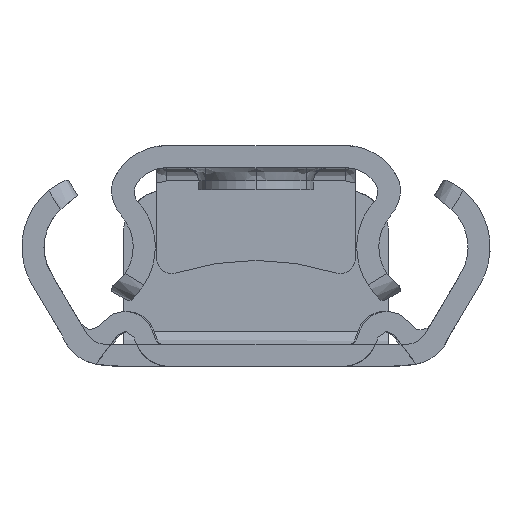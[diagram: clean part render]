
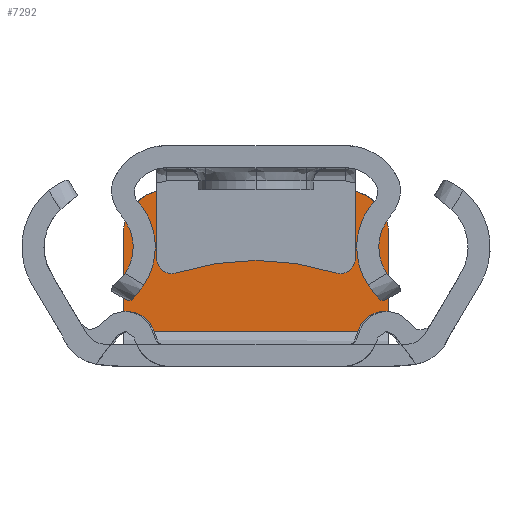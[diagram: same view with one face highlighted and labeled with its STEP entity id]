
A CAD part, left-side view. The second image highlights one B-rep face of the part: STEP entity #7292.
In plain terms, the highlighted planar face has unit normal (-1, 0, 0).
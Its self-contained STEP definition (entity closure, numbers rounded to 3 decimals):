
#122 = ORIENTED_EDGE ( 'NONE', *, *, #7049, .F. ) ;
#340 = ORIENTED_EDGE ( 'NONE', *, *, #2522, .T. ) ;
#425 = CARTESIAN_POINT ( 'NONE',  ( 214.5, 0., 0. ) ) ;
#444 = ORIENTED_EDGE ( 'NONE', *, *, #4733, .F. ) ;
#540 = AXIS2_PLACEMENT_3D ( 'NONE', #3533, #5934, #7994 ) ;
#567 = VERTEX_POINT ( 'NONE', #3142 ) ;
#582 = VERTEX_POINT ( 'NONE', #1699 ) ;
#818 = CARTESIAN_POINT ( 'NONE',  ( 214.5, -3., 0. ) ) ;
#865 = CARTESIAN_POINT ( 'NONE',  ( 214.5, 2., 4. ) ) ;
#965 = AXIS2_PLACEMENT_3D ( 'NONE', #3245, #6893, #2480 ) ;
#1051 = CARTESIAN_POINT ( 'NONE',  ( 214.5, 3., 3.132 ) ) ;
#1242 = PLANE ( 'NONE',  #5882 ) ;
#1354 = CARTESIAN_POINT ( 'NONE',  ( 214.5, 0., 4. ) ) ;
#1494 = DIRECTION ( 'NONE',  ( 0., -0.259, -0.966 ) ) ;
#1699 = CARTESIAN_POINT ( 'NONE',  ( 214.5, 3., 0.8 ) ) ;
#1941 = VERTEX_POINT ( 'NONE', #4251 ) ;
#2038 = VECTOR ( 'NONE', #8846, 1000. ) ;
#2272 = ORIENTED_EDGE ( 'NONE', *, *, #8987, .F. ) ;
#2480 = DIRECTION ( 'NONE',  ( 0., 0., -1. ) ) ;
#2522 = EDGE_CURVE ( 'NONE', #582, #8920, #4601, .T. ) ;
#2572 = CARTESIAN_POINT ( 'NONE',  ( 214.5, -2.966, 3.259 ) ) ;
#2602 = DIRECTION ( 'NONE',  ( 0., -1., 0. ) ) ;
#3142 = CARTESIAN_POINT ( 'NONE',  ( 214.5, 3., 3.132 ) ) ;
#3163 = EDGE_LOOP ( 'NONE', ( #340, #4615, #122, #2272, #3825, #444, #6556, #6595 ) ) ;
#3204 = LINE ( 'NONE', #1051, #8203 ) ;
#3245 = CARTESIAN_POINT ( 'NONE',  ( 214.5, 2., 3. ) ) ;
#3275 = EDGE_CURVE ( 'NONE', #582, #567, #4653, .T. ) ;
#3533 = CARTESIAN_POINT ( 'NONE',  ( 214.5, -2., 3. ) ) ;
#3825 = ORIENTED_EDGE ( 'NONE', *, *, #7038, .F. ) ;
#4026 = DIRECTION ( 'NONE',  ( 1., 0., 0. ) ) ;
#4251 = CARTESIAN_POINT ( 'NONE',  ( 214.5, 2.966, 3.259 ) ) ;
#4276 = VERTEX_POINT ( 'NONE', #865 ) ;
#4387 = VECTOR ( 'NONE', #8991, 1000. ) ;
#4601 = LINE ( 'NONE', #7637, #4387 ) ;
#4615 = ORIENTED_EDGE ( 'NONE', *, *, #5451, .F. ) ;
#4653 = LINE ( 'NONE', #9135, #5927 ) ;
#4733 = EDGE_CURVE ( 'NONE', #1941, #4276, #8168, .T. ) ;
#4777 = CARTESIAN_POINT ( 'NONE',  ( 214.5, -3., 0.8 ) ) ;
#4930 = FACE_OUTER_BOUND ( 'NONE', #3163, .T. ) ;
#4996 = LINE ( 'NONE', #1354, #6815 ) ;
#5451 = EDGE_CURVE ( 'NONE', #7017, #8920, #5904, .T. ) ;
#5882 = AXIS2_PLACEMENT_3D ( 'NONE', #425, #4026, #9363 ) ;
#5904 = LINE ( 'NONE', #818, #2038 ) ;
#5927 = VECTOR ( 'NONE', #7686, 1000. ) ;
#5934 = DIRECTION ( 'NONE',  ( 1., 0., 0. ) ) ;
#6357 = VERTEX_POINT ( 'NONE', #2572 ) ;
#6362 = VECTOR ( 'NONE', #1494, 1000. ) ;
#6556 = ORIENTED_EDGE ( 'NONE', *, *, #8763, .F. ) ;
#6595 = ORIENTED_EDGE ( 'NONE', *, *, #3275, .F. ) ;
#6815 = VECTOR ( 'NONE', #2602, 1000. ) ;
#6893 = DIRECTION ( 'NONE',  ( 1., 0., 0. ) ) ;
#7017 = VERTEX_POINT ( 'NONE', #7052 ) ;
#7021 = CARTESIAN_POINT ( 'NONE',  ( 214.5, -2., 4. ) ) ;
#7038 = EDGE_CURVE ( 'NONE', #4276, #7616, #4996, .T. ) ;
#7049 = EDGE_CURVE ( 'NONE', #6357, #7017, #7732, .T. ) ;
#7052 = CARTESIAN_POINT ( 'NONE',  ( 214.5, -3., 3.132 ) ) ;
#7292 = ADVANCED_FACE ( 'NONE', ( #4930 ), #1242, .F. ) ;
#7616 = VERTEX_POINT ( 'NONE', #7021 ) ;
#7637 = CARTESIAN_POINT ( 'NONE',  ( 214.5, 0., 0.8 ) ) ;
#7686 = DIRECTION ( 'NONE',  ( 0., 0., 1. ) ) ;
#7732 = LINE ( 'NONE', #8157, #6362 ) ;
#7994 = DIRECTION ( 'NONE',  ( 0., 0., -1. ) ) ;
#8157 = CARTESIAN_POINT ( 'NONE',  ( 214.5, -2.966, 3.259 ) ) ;
#8168 = CIRCLE ( 'NONE', #965, 1. ) ;
#8203 = VECTOR ( 'NONE', #9117, 1000. ) ;
#8763 = EDGE_CURVE ( 'NONE', #567, #1941, #3204, .T. ) ;
#8824 = CIRCLE ( 'NONE', #540, 1. ) ;
#8846 = DIRECTION ( 'NONE',  ( 0., 0., -1. ) ) ;
#8920 = VERTEX_POINT ( 'NONE', #4777 ) ;
#8987 = EDGE_CURVE ( 'NONE', #7616, #6357, #8824, .T. ) ;
#8991 = DIRECTION ( 'NONE',  ( 0., -1., 0. ) ) ;
#9117 = DIRECTION ( 'NONE',  ( 0., -0.259, 0.966 ) ) ;
#9135 = CARTESIAN_POINT ( 'NONE',  ( 214.5, 3., 0. ) ) ;
#9363 = DIRECTION ( 'NONE',  ( 0., 0., -1. ) ) ;
